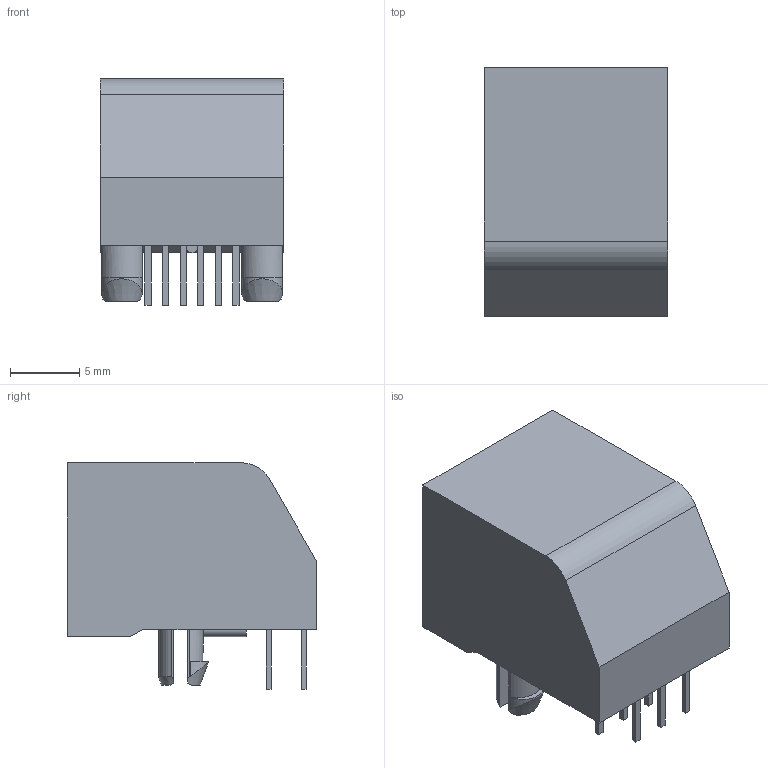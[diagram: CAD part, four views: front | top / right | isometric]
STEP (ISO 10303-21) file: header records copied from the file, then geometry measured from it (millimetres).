
FILE_DESCRIPTION(/* description */ (''),/* implementation_level */ '2;1');
FILE_NAME(/* name */ 'TYCO_5555165-1.stp',/* time_stamp */ '2016-03-15T14:04:11+01:00',/* author */ ('riccim'),/* organization */ ('SolidWorks'),/* preprocessor_version */ 'ST-DEVELOPER v15.5',/* originating_system */ 'AutoCAD Mechanical',/* authorisation */ ' ');
FILE_SCHEMA (('AUTOMOTIVE_DESIGN { 1 0 10303 214 3 1 1 }'));
Length unit declared in the file: millimetre
Products named in the file (1): Product
Bounding box: 13.28 x 18.03 x 16.38 mm (x, y, z)
Volume: 1742.5 mm3; surface area: 1921.3 mm2
Topology: 13 solids, 13 shells, 167 faces, 403 edges, 268 vertices
Faces by surface type: plane 155, cylinder 8, cone 4
Entity records: 4934 total; most frequent: CARTESIAN_POINT 991, ORIENTED_EDGE 806, DIRECTION 751, EDGE_CURVE 403, LINE 355, VECTOR 355, VERTEX_POINT 268, AXIS2_PLACEMENT_3D 198
